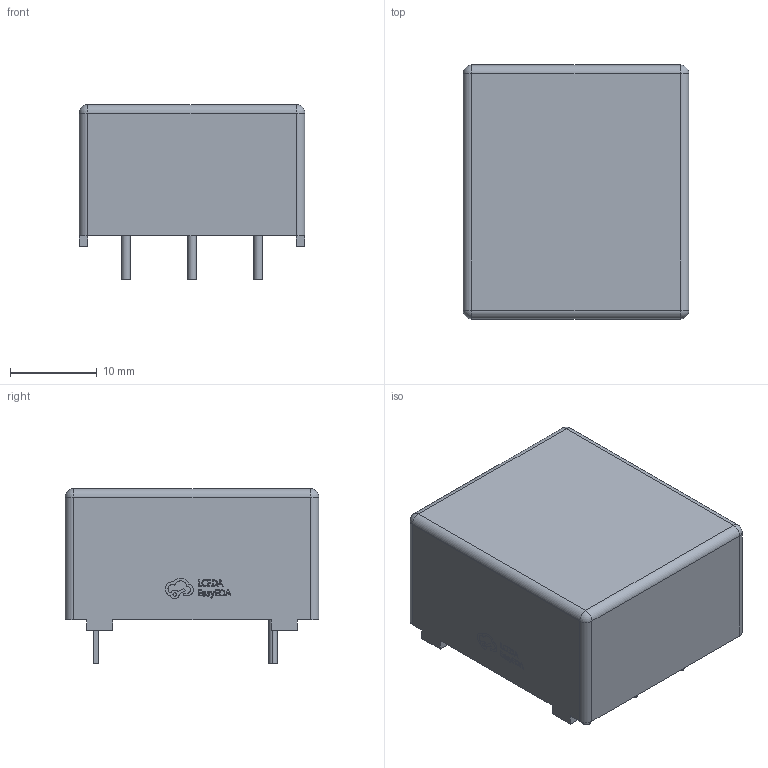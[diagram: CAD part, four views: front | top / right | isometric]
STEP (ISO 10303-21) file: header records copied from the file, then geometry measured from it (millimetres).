
FILE_DESCRIPTION (( 'STEP AP214' ), '1' );
FILE_NAME ('LV25-P.STEP', '2025-10-27T02:19:42', ( '' ), ( '' ), 'SwSTEP 2.0', 'SolidWorks 2020', '' );
FILE_SCHEMA (( 'AUTOMOTIVE_DESIGN' ));
Length unit declared in the file: millimetre
Products named in the file (2): LV25-P; SENSOR-TH_LAXX-P-SP5~SENSOR-TH_LAXX-PSP5~be6H^U1~SENSOR-TH_LAXX-P-SP5~SENSOR-TH_LAXX-PSP5~be6H_3D_PCB1_2025-10-27(2)_3D_PCB1_2025-10-27
Assembly tree (1 placements, depth 2):
  LV25-P
    SENSOR-TH_LAXX-P-SP5~SENSOR-TH_LAXX-PSP5~be6H^U1~SENSOR-TH_LAXX-P-SP5~SENSOR-TH_LAXX-PSP5~be6H_3D_PCB1_2025-10-27(2)_3D_PCB1_2025-10-27
Bounding box: 26 x 29.2 x 20.1 mm (x, y, z)
Volume: 8794.6 mm3; surface area: 3702.9 mm2
Topology: 1 solids, 1 shells, 340 faces, 913 edges, 602 vertices
Faces by surface type: plane 210, bspline 112, cylinder 14, sphere 4
Entity records: 12896 total; most frequent: CARTESIAN_POINT 3959, ORIENTED_EDGE 1818, DIRECTION 1173, EDGE_CURVE 909, VECTOR 653, LINE 653, VERTEX_POINT 602, EDGE_LOOP 371
